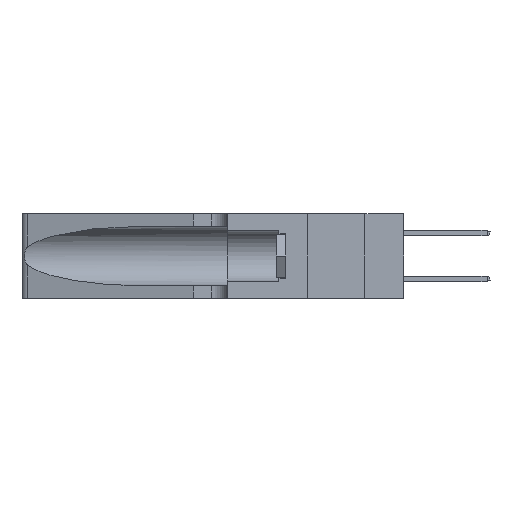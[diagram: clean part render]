
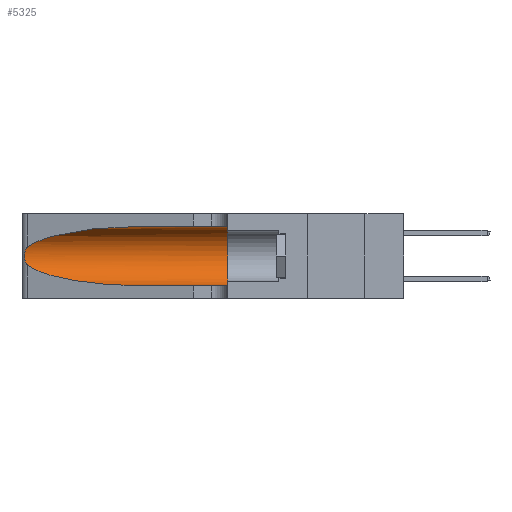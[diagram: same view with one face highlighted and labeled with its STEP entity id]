
A CAD part, left-side view. The second image highlights one B-rep face of the part: STEP entity #5325.
In plain terms, the highlighted cylindrical face has radius 3.308 mm (diameter 6.617 mm), a partial arc.
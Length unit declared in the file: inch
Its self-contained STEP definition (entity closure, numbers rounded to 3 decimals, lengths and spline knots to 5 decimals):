
#1230 = DIRECTION ( 'NONE',  ( 0., 0., -1. ) ) ;
#1235 = CARTESIAN_POINT ( 'NONE',  ( 0.1305, 0.35, 0.185 ) ) ;
#1834 = CARTESIAN_POINT ( 'NONE',  ( 0.25555, 1.22993, 0.14849 ) ) ;
#2986 = CARTESIAN_POINT ( 'NONE',  ( 0.18966, 0.96281, 0.31525 ) ) ;
#3243 = DIRECTION ( 'NONE',  ( 0., 0., 1. ) ) ;
#3594 = CYLINDRICAL_SURFACE ( 'NONE', #19874, 0.13025 ) ;
#3689 = ORIENTED_EDGE ( 'NONE', *, *, #7432, .T. ) ;
#5025 = CARTESIAN_POINT ( 'NONE',  ( 0.1305, 0.72297, 0.31525 ) ) ;
#5325 = ADVANCED_FACE ( 'NONE', ( #14123 ), #3594, .F. ) ;
#5684 = ORIENTED_EDGE ( 'NONE', *, *, #20618, .T. ) ;
#5766 = CARTESIAN_POINT ( 'NONE',  ( 0.25787, 1.23484, 0.2124 ) ) ;
#6083 = CARTESIAN_POINT ( 'NONE',  ( 0.1305, 1.61858, 0.05475 ) ) ;
#6846 = CARTESIAN_POINT ( 'NONE',  ( 0.25487, 1.22718, 0.14631 ) ) ;
#7062 = AXIS2_PLACEMENT_3D ( 'NONE', #1235, #15081, #3243 ) ;
#7432 = EDGE_CURVE ( 'NONE', #20680, #23460, #16716, .T. ) ;
#7777 = CARTESIAN_POINT ( 'NONE',  ( 0.26018, 1.23835, 0.19895 ) ) ;
#9055 = VERTEX_POINT ( 'NONE', #14175 ) ;
#9599 = CARTESIAN_POINT ( 'NONE',  ( 0.25487, 1.22718, 0.22369 ) ) ;
#9605 = VERTEX_POINT ( 'NONE', #12567 ) ;
#9684 = CARTESIAN_POINT ( 'NONE',  ( 0.25487, 1.22718, 0.22369 ) ) ;
#9762 = CARTESIAN_POINT ( 'NONE',  ( 0.26075, 1.23896, 0.178 ) ) ;
#10272 = CARTESIAN_POINT ( 'NONE',  ( 0.1305, 0.72297, 0.31525 ) ) ;
#10836 = CARTESIAN_POINT ( 'NONE',  ( 0.18966, 0.96281, 0.05475 ) ) ;
#11170 = DIRECTION ( 'NONE',  ( 0., -1., 0. ) ) ;
#11732 = CARTESIAN_POINT ( 'NONE',  ( 0.25856, 1.23593, 0.16098 ) ) ;
#12183 = B_SPLINE_CURVE_WITH_KNOTS ( 'NONE', 3,
 ( #9684, #21402, #17529, #5766, #19508, #7777, #21500, #9762, #23466, #11732, #25399, #13695, #1834, #15658 ),
 .UNSPECIFIED., .F., .F.,
 ( 4, 2, 2, 2, 2, 2, 4 ),
 ( 0., 0.00027, 0.00053, 0.00107, 0.0016, 0.00187, 0.00214 ),
 .UNSPECIFIED. ) ;
#12567 = CARTESIAN_POINT ( 'NONE',  ( 0.1305, 0.35, 0.31525 ) ) ;
#13124 = CARTESIAN_POINT ( 'NONE',  ( 0.1305, 1.61858, 0.185 ) ) ;
#13218 = ORIENTED_EDGE ( 'NONE', *, *, #16836, .F. ) ;
#13464 = ORIENTED_EDGE ( 'NONE', *, *, #14071, .T. ) ;
#13503 = VECTOR ( 'NONE', #22781, 39.37008 ) ;
#13695 = CARTESIAN_POINT ( 'NONE',  ( 0.25639, 1.23186, 0.15144 ) ) ;
#14023 = DIRECTION ( 'NONE',  ( 0., -1., 0. ) ) ;
#14071 = EDGE_CURVE ( 'NONE', #23460, #9055, #12183, .T. ) ;
#14123 = FACE_OUTER_BOUND ( 'NONE', #15026, .T. ) ;
#14175 = CARTESIAN_POINT ( 'NONE',  ( 0.25487, 1.22718, 0.14631 ) ) ;
#14827 =( BOUNDED_CURVE ( )  B_SPLINE_CURVE ( 3, ( #6846, #24427, #10836, #24505 ),
 .UNSPECIFIED., .F., .T. ) 
 B_SPLINE_CURVE_WITH_KNOTS ( ( 4, 4 ),
 ( 3.44316, 4.71239 ),
 .UNSPECIFIED. ) 
 CURVE ( )  GEOMETRIC_REPRESENTATION_ITEM ( )  RATIONAL_B_SPLINE_CURVE ( ( 1., 0.87, 0.87, 1. ) ) 
 REPRESENTATION_ITEM ( '' )  );
#14873 = VERTEX_POINT ( 'NONE', #20409 ) ;
#14892 = CARTESIAN_POINT ( 'NONE',  ( 0.1305, 1.61858, 0.31525 ) ) ;
#15026 = EDGE_LOOP ( 'NONE', ( #3689, #13464, #24006, #5684, #13218, #21495 ) ) ;
#15081 = DIRECTION ( 'NONE',  ( 0., 1., 0. ) ) ;
#15658 = CARTESIAN_POINT ( 'NONE',  ( 0.25487, 1.22718, 0.14631 ) ) ;
#16716 =( BOUNDED_CURVE ( )  B_SPLINE_CURVE ( 3, ( #5025, #2986, #16787, #18761 ),
 .UNSPECIFIED., .F., .F. ) 
 B_SPLINE_CURVE_WITH_KNOTS ( ( 4, 4 ),
 ( 1.5708, 2.84003 ),
 .UNSPECIFIED. ) 
 CURVE ( )  GEOMETRIC_REPRESENTATION_ITEM ( )  RATIONAL_B_SPLINE_CURVE ( ( 1., 0.87, 0.87, 1. ) ) 
 REPRESENTATION_ITEM ( '' )  );
#16787 = CARTESIAN_POINT ( 'NONE',  ( 0.2373, 1.15595, 0.28018 ) ) ;
#16836 = EDGE_CURVE ( 'NONE', #9605, #14873, #16898, .T. ) ;
#16898 = CIRCLE ( 'NONE', #7062, 0.13025 ) ;
#17261 = VECTOR ( 'NONE', #14023, 39.37008 ) ;
#17529 = CARTESIAN_POINT ( 'NONE',  ( 0.25639, 1.23184, 0.21858 ) ) ;
#18761 = CARTESIAN_POINT ( 'NONE',  ( 0.25487, 1.22718, 0.22369 ) ) ;
#19508 = CARTESIAN_POINT ( 'NONE',  ( 0.25854, 1.2359, 0.20912 ) ) ;
#19874 = AXIS2_PLACEMENT_3D ( 'NONE', #13124, #11170, #1230 ) ;
#20409 = CARTESIAN_POINT ( 'NONE',  ( 0.1305, 0.35, 0.05475 ) ) ;
#20413 = VERTEX_POINT ( 'NONE', #21137 ) ;
#20618 = EDGE_CURVE ( 'NONE', #20413, #14873, #22477, .T. ) ;
#20680 = VERTEX_POINT ( 'NONE', #10272 ) ;
#21137 = CARTESIAN_POINT ( 'NONE',  ( 0.1305, 0.72297, 0.05475 ) ) ;
#21402 = CARTESIAN_POINT ( 'NONE',  ( 0.25555, 1.22994, 0.2215 ) ) ;
#21495 = ORIENTED_EDGE ( 'NONE', *, *, #23256, .F. ) ;
#21500 = CARTESIAN_POINT ( 'NONE',  ( 0.26075, 1.23896, 0.19203 ) ) ;
#22477 = LINE ( 'NONE', #6083, #17261 ) ;
#22781 = DIRECTION ( 'NONE',  ( 0., -1., 0. ) ) ;
#23256 = EDGE_CURVE ( 'NONE', #20680, #9605, #23925, .T. ) ;
#23460 = VERTEX_POINT ( 'NONE', #9599 ) ;
#23466 = CARTESIAN_POINT ( 'NONE',  ( 0.26017, 1.23833, 0.17102 ) ) ;
#23925 = LINE ( 'NONE', #14892, #13503 ) ;
#24006 = ORIENTED_EDGE ( 'NONE', *, *, #25285, .T. ) ;
#24427 = CARTESIAN_POINT ( 'NONE',  ( 0.2373, 1.15595, 0.08982 ) ) ;
#24505 = CARTESIAN_POINT ( 'NONE',  ( 0.1305, 0.72297, 0.05475 ) ) ;
#25285 = EDGE_CURVE ( 'NONE', #9055, #20413, #14827, .T. ) ;
#25399 = CARTESIAN_POINT ( 'NONE',  ( 0.25789, 1.23486, 0.15765 ) ) ;
